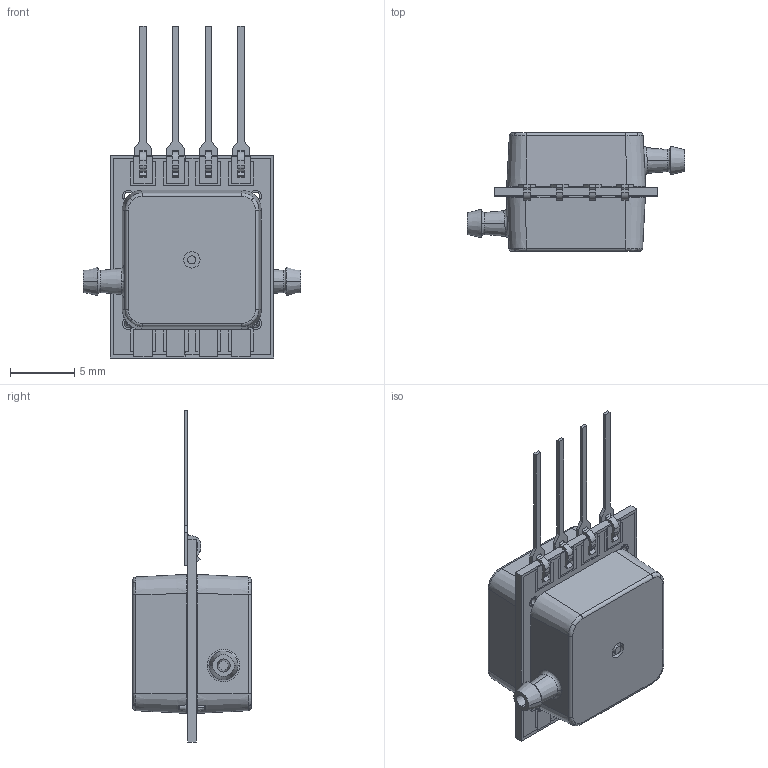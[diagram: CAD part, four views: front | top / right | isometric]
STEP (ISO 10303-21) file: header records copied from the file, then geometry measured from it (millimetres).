
FILE_DESCRIPTION (( 'STEP AP203' ), '1' );
FILE_NAME ('E2BS.STEP', '2021-02-10T19:36:01', ( '' ), ( '' ), 'SwSTEP 2.0', 'SolidWorks 2010', '' );
FILE_SCHEMA (( 'CONFIG_CONTROL_DESIGN' ));
Length unit declared in the file: inch
Products named in the file (4): Ceramic-Blank E series; E2BS; AS01-01-020 for E series; AS01-06-001 SIP for E series
Assembly tree (7 placements, depth 2):
  E2BS
    Ceramic-Blank E series
    AS01-01-020 for E series  x2
    AS01-06-001 SIP for E series  x4
Bounding box: 16.92 x 9.22 x 25.78 mm (x, y, z)
Volume: 1089.5 mm3; surface area: 2158.7 mm2
Topology: 25 solids, 25 shells, 537 faces, 1379 edges, 904 vertices
Faces by surface type: plane 389, cylinder 78, cone 36, bspline 34
Entity records: 14320 total; most frequent: CARTESIAN_POINT 4632, ORIENTED_EDGE 1938, DIRECTION 1775, EDGE_CURVE 969, VECTOR 789, LINE 789, VERTEX_POINT 639, AXIS2_PLACEMENT_3D 493
